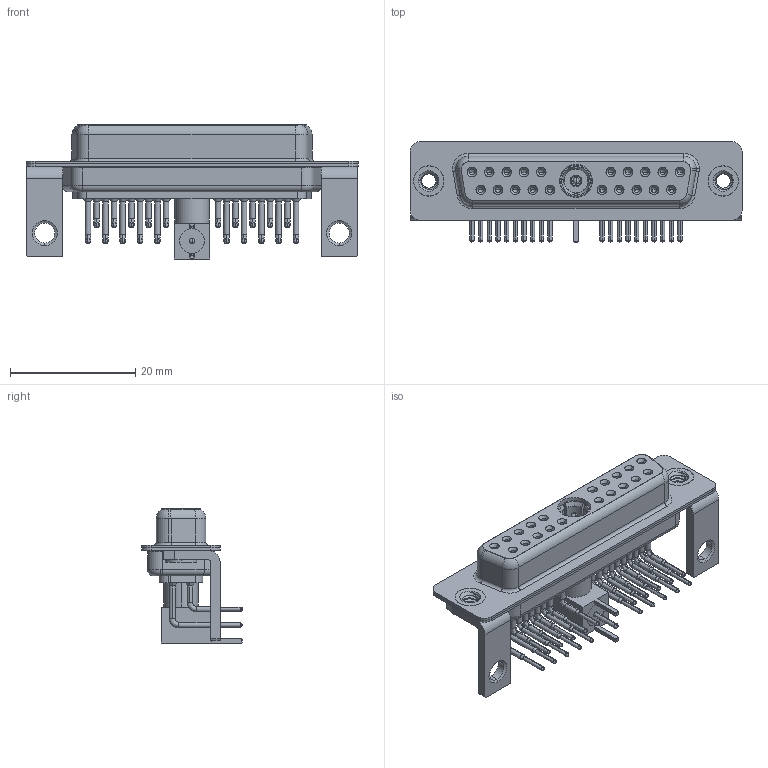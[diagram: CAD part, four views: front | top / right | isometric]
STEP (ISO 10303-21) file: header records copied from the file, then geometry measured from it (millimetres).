
FILE_DESCRIPTION (( 'STEP AP203' ), '1' );
FILE_NAME ('630-21W1640-5T4.STEP', '2022-06-02T23:42:34', ( '' ), ( '' ), 'SwSTEP 2.0', 'SolidWorks 2020', '' );
FILE_SCHEMA (( 'CONFIG_CONTROL_DESIGN' ));
Length unit declared in the file: millimetre
Products named in the file (15): 630Combo Shell Rear_25 Contacts; 630Combo Housing_21W1; Co-Ax Plug_RA PC Tail; Insulator RA Pin; Pin_RA; 630-21W1640-5T4; Co-Ax Plug Assy_RA; Locking Collar; 630Combo Threaded Rivet_3; 630Combo Shell Front_25 Contacts; 630Combo Contact Row 2; 630Combo Stabilizer Bracket; Insulator Pin_Straight PC Tail; RA Back Shell; 630Combo Contact Row 1
Assembly tree (34 placements, depth 3):
  630-21W1640-5T4
    630Combo Housing_21W1
    630Combo Shell Front_25 Contacts
    630Combo Shell Rear_25 Contacts
    630Combo Threaded Rivet_3  x2
    630Combo Stabilizer Bracket  x2
    Co-Ax Plug Assy_RA
      Co-Ax Plug_RA PC Tail
      Insulator Pin_Straight PC Tail
      Pin_RA
      Locking Collar
      RA Back Shell
      Insulator RA Pin
    630Combo Contact Row 1  x10
    630Combo Contact Row 2  x10
Bounding box: 53.05 x 16 x 21.41 mm (x, y, z)
Volume: 4459.5 mm3; surface area: 10558.6 mm2
Topology: 33 solids, 33 shells, 1547 faces, 3892 edges, 2448 vertices
Faces by surface type: cylinder 680, plane 454, cone 259, bspline 87, torus 63, sphere 4
Entity records: 26468 total; most frequent: CARTESIAN_POINT 5778, DIRECTION 4246, ORIENTED_EDGE 3624, EDGE_CURVE 1812, AXIS2_PLACEMENT_3D 1747, VERTEX_POINT 1153, CIRCLE 947, EDGE_LOOP 931
